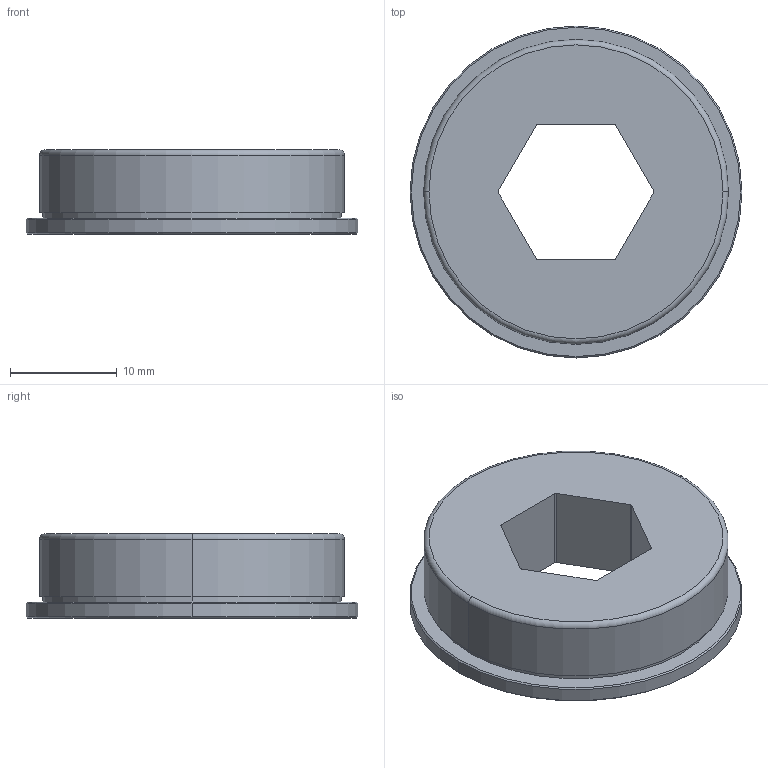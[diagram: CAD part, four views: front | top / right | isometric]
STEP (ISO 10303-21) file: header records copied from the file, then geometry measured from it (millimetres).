
FILE_DESCRIPTION (( 'STEP AP203' ), '1' );
FILE_NAME ('Mirroram-2986 FR8ZZ Hex Bearing.step', '2023-10-05T19:49:17', ( '' ), ( '' ), 'SwSTEP 2.0', 'SolidWorks 2022', '' );
FILE_SCHEMA (( 'CONFIG_CONTROL_DESIGN' ));
Length unit declared in the file: millimetre
Products named in the file (1): Mirroram-2986 FR8ZZ Hex Bearing
Bounding box: 31.11 x 31.11 x 7.93 mm (x, y, z)
Volume: 4137.3 mm3; surface area: 2334 mm2
Topology: 1 solids, 1 shells, 29 faces, 69 edges, 44 vertices
Faces by surface type: cylinder 13, plane 10, cone 4, torus 2
Entity records: 930 total; most frequent: DIRECTION 163, CARTESIAN_POINT 143, ORIENTED_EDGE 138, EDGE_CURVE 69, AXIS2_PLACEMENT_3D 64, VERTEX_POINT 44, VECTOR 35, LINE 35
